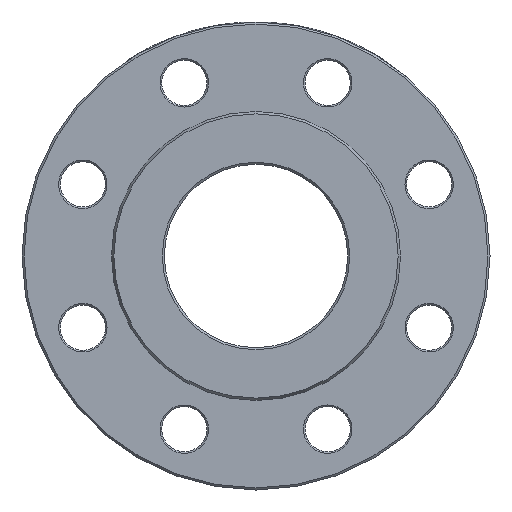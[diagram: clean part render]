
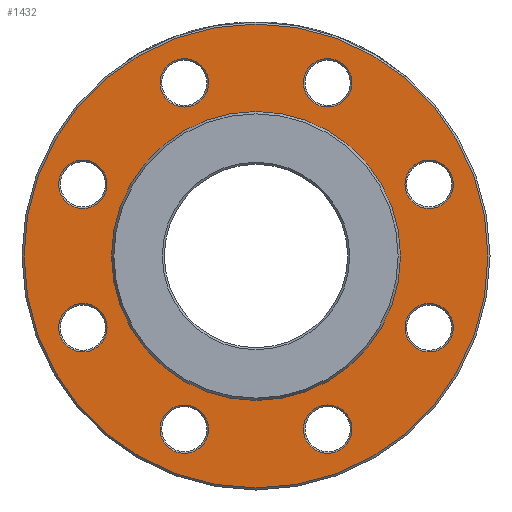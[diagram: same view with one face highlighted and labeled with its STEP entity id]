
A CAD part, left-side view. The second image highlights one B-rep face of the part: STEP entity #1432.
In plain terms, the highlighted planar face has unit normal (-1, 0, 0).
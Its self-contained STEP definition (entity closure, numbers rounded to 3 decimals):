
#43 = CIRCLE ( 'NONE', #4165, 71.005 ) ;
#130 = EDGE_CURVE ( 'NONE', #5333, #5333, #43, .T. ) ;
#141 = CARTESIAN_POINT ( 'NONE',  ( 2., 0., 71.005 ) ) ;
#246 = CARTESIAN_POINT ( 'NONE',  ( 2., 0., -114. ) ) ;
#416 = CIRCLE ( 'NONE', #2831, 11.9 ) ;
#453 = FACE_BOUND ( 'NONE', #5109, .T. ) ;
#551 = CIRCLE ( 'NONE', #7325, 11.9 ) ;
#603 = FACE_OUTER_BOUND ( 'NONE', #3079, .T. ) ;
#739 = VERTEX_POINT ( 'NONE', #246 ) ;
#774 = DIRECTION ( 'NONE',  ( 0., -0.707, 0.707 ) ) ;
#831 = DIRECTION ( 'NONE',  ( 0., 0.707, 0.707 ) ) ;
#842 = EDGE_LOOP ( 'NONE', ( #3977 ) ) ;
#924 = CARTESIAN_POINT ( 'NONE',  ( 2., 35.245, 85.089 ) ) ;
#962 = VERTEX_POINT ( 'NONE', #4386 ) ;
#969 = ORIENTED_EDGE ( 'NONE', *, *, #1145, .T. ) ;
#1005 = EDGE_LOOP ( 'NONE', ( #6300 ) ) ;
#1086 = DIRECTION ( 'NONE',  ( 0., 0., 1. ) ) ;
#1108 = EDGE_LOOP ( 'NONE', ( #2082 ) ) ;
#1130 = FACE_BOUND ( 'NONE', #842, .T. ) ;
#1145 = EDGE_CURVE ( 'NONE', #3125, #3125, #5381, .T. ) ;
#1430 = VERTEX_POINT ( 'NONE', #5530 ) ;
#1432 = ADVANCED_FACE ( 'NONE', ( #7391, #5197, #453, #5729, #4508, #2902, #5774, #6866, #603, #1130 ), #1667, .F. ) ;
#1457 = EDGE_LOOP ( 'NONE', ( #3979 ) ) ;
#1468 = CARTESIAN_POINT ( 'NONE',  ( 2., -26.831, 93.504 ) ) ;
#1608 = CARTESIAN_POINT ( 'NONE',  ( 2., 85.089, 35.245 ) ) ;
#1667 = PLANE ( 'NONE',  #5259 ) ;
#1734 = CARTESIAN_POINT ( 'NONE',  ( 2., 0., 0. ) ) ;
#1839 = EDGE_CURVE ( 'NONE', #1430, #1430, #1868, .T. ) ;
#1868 = CIRCLE ( 'NONE', #6962, 11.9 ) ;
#1891 = DIRECTION ( 'NONE',  ( 0., 0., 1. ) ) ;
#1971 = ORIENTED_EDGE ( 'NONE', *, *, #3275, .T. ) ;
#1973 = CARTESIAN_POINT ( 'NONE',  ( 2., -35.245, 85.089 ) ) ;
#2070 = ORIENTED_EDGE ( 'NONE', *, *, #4956, .T. ) ;
#2082 = ORIENTED_EDGE ( 'NONE', *, *, #1839, .T. ) ;
#2117 = EDGE_LOOP ( 'NONE', ( #2138 ) ) ;
#2138 = ORIENTED_EDGE ( 'NONE', *, *, #4969, .T. ) ;
#2248 = DIRECTION ( 'NONE',  ( -1., 0., 0. ) ) ;
#2331 = CARTESIAN_POINT ( 'NONE',  ( 2., -35.245, -85.089 ) ) ;
#2406 = DIRECTION ( 'NONE',  ( 1., 0., 0. ) ) ;
#2557 = VERTEX_POINT ( 'NONE', #3303 ) ;
#2592 = VERTEX_POINT ( 'NONE', #3197 ) ;
#2667 = CARTESIAN_POINT ( 'NONE',  ( 2., 35.245, -85.089 ) ) ;
#2749 = ORIENTED_EDGE ( 'NONE', *, *, #3505, .T. ) ;
#2818 = DIRECTION ( 'NONE',  ( -1., 0., 0. ) ) ;
#2831 = AXIS2_PLACEMENT_3D ( 'NONE', #1608, #6160, #4566 ) ;
#2870 = CARTESIAN_POINT ( 'NONE',  ( 2., 85.089, -35.245 ) ) ;
#2902 = FACE_BOUND ( 'NONE', #6324, .T. ) ;
#3079 = EDGE_LOOP ( 'NONE', ( #2070 ) ) ;
#3125 = VERTEX_POINT ( 'NONE', #3774 ) ;
#3169 = DIRECTION ( 'NONE',  ( 1., 0., 0. ) ) ;
#3197 = CARTESIAN_POINT ( 'NONE',  ( 2., -47.145, -85.089 ) ) ;
#3275 = EDGE_CURVE ( 'NONE', #6555, #6555, #5649, .T. ) ;
#3303 = CARTESIAN_POINT ( 'NONE',  ( 2., 93.504, 26.831 ) ) ;
#3334 = AXIS2_PLACEMENT_3D ( 'NONE', #924, #6528, #5954 ) ;
#3368 = DIRECTION ( 'NONE',  ( 1., 0., 0. ) ) ;
#3440 = DIRECTION ( 'NONE',  ( 1., 0., 0. ) ) ;
#3443 = AXIS2_PLACEMENT_3D ( 'NONE', #2667, #7232, #7158 ) ;
#3505 = EDGE_CURVE ( 'NONE', #7119, #7119, #5882, .T. ) ;
#3593 = CARTESIAN_POINT ( 'NONE',  ( 2., -85.089, 35.245 ) ) ;
#3774 = CARTESIAN_POINT ( 'NONE',  ( 2., 26.831, -93.504 ) ) ;
#3977 = ORIENTED_EDGE ( 'NONE', *, *, #130, .F. ) ;
#3979 = ORIENTED_EDGE ( 'NONE', *, *, #5522, .T. ) ;
#4025 = EDGE_CURVE ( 'NONE', #2592, #2592, #6007, .T. ) ;
#4043 = DIRECTION ( 'NONE',  ( 0., -1., 0. ) ) ;
#4093 = DIRECTION ( 'NONE',  ( 0., 0., -1. ) ) ;
#4165 = AXIS2_PLACEMENT_3D ( 'NONE', #1734, #2818, #1086 ) ;
#4182 = AXIS2_PLACEMENT_3D ( 'NONE', #7151, #5443, #774 ) ;
#4208 = DIRECTION ( 'NONE',  ( 1., 0., 0. ) ) ;
#4386 = CARTESIAN_POINT ( 'NONE',  ( 2., -85.089, 47.145 ) ) ;
#4429 = EDGE_LOOP ( 'NONE', ( #1971 ) ) ;
#4508 = FACE_BOUND ( 'NONE', #1005, .T. ) ;
#4566 = DIRECTION ( 'NONE',  ( 0., 0.707, -0.707 ) ) ;
#4770 = EDGE_CURVE ( 'NONE', #5448, #5448, #6721, .T. ) ;
#4811 = CARTESIAN_POINT ( 'NONE',  ( 2., 47.145, 85.089 ) ) ;
#4956 = EDGE_CURVE ( 'NONE', #739, #739, #7319, .T. ) ;
#4969 = EDGE_CURVE ( 'NONE', #2557, #2557, #416, .T. ) ;
#5041 = AXIS2_PLACEMENT_3D ( 'NONE', #2331, #2406, #4043 ) ;
#5098 = CARTESIAN_POINT ( 'NONE',  ( 2., 0., 0. ) ) ;
#5109 = EDGE_LOOP ( 'NONE', ( #2749 ) ) ;
#5197 = FACE_BOUND ( 'NONE', #4429, .T. ) ;
#5259 = AXIS2_PLACEMENT_3D ( 'NONE', #5661, #3440, #4093 ) ;
#5333 = VERTEX_POINT ( 'NONE', #141 ) ;
#5381 = CIRCLE ( 'NONE', #3443, 11.9 ) ;
#5443 = DIRECTION ( 'NONE',  ( 1., 0., 0. ) ) ;
#5448 = VERTEX_POINT ( 'NONE', #5941 ) ;
#5522 = EDGE_CURVE ( 'NONE', #962, #962, #551, .T. ) ;
#5530 = CARTESIAN_POINT ( 'NONE',  ( 2., 85.089, -47.145 ) ) ;
#5649 = CIRCLE ( 'NONE', #3334, 11.9 ) ;
#5661 = CARTESIAN_POINT ( 'NONE',  ( 2., 71.005, 0. ) ) ;
#5729 = FACE_BOUND ( 'NONE', #1457, .T. ) ;
#5774 = FACE_BOUND ( 'NONE', #7114, .T. ) ;
#5882 = CIRCLE ( 'NONE', #6121, 11.9 ) ;
#5941 = CARTESIAN_POINT ( 'NONE',  ( 2., -93.504, -26.831 ) ) ;
#5954 = DIRECTION ( 'NONE',  ( 0., 1., 0. ) ) ;
#6007 = CIRCLE ( 'NONE', #5041, 11.9 ) ;
#6117 = AXIS2_PLACEMENT_3D ( 'NONE', #5098, #2248, #6731 ) ;
#6121 = AXIS2_PLACEMENT_3D ( 'NONE', #1973, #3169, #831 ) ;
#6160 = DIRECTION ( 'NONE',  ( 1., 0., 0. ) ) ;
#6300 = ORIENTED_EDGE ( 'NONE', *, *, #4770, .T. ) ;
#6324 = EDGE_LOOP ( 'NONE', ( #6886 ) ) ;
#6379 = DIRECTION ( 'NONE',  ( 0., 0., -1. ) ) ;
#6528 = DIRECTION ( 'NONE',  ( 1., 0., 0. ) ) ;
#6555 = VERTEX_POINT ( 'NONE', #4811 ) ;
#6721 = CIRCLE ( 'NONE', #4182, 11.9 ) ;
#6731 = DIRECTION ( 'NONE',  ( 0., 0., -1. ) ) ;
#6866 = FACE_BOUND ( 'NONE', #1108, .T. ) ;
#6886 = ORIENTED_EDGE ( 'NONE', *, *, #4025, .T. ) ;
#6962 = AXIS2_PLACEMENT_3D ( 'NONE', #2870, #3368, #6379 ) ;
#7114 = EDGE_LOOP ( 'NONE', ( #969 ) ) ;
#7119 = VERTEX_POINT ( 'NONE', #1468 ) ;
#7151 = CARTESIAN_POINT ( 'NONE',  ( 2., -85.089, -35.245 ) ) ;
#7158 = DIRECTION ( 'NONE',  ( 0., -0.707, -0.707 ) ) ;
#7232 = DIRECTION ( 'NONE',  ( 1., 0., 0. ) ) ;
#7319 = CIRCLE ( 'NONE', #6117, 114. ) ;
#7325 = AXIS2_PLACEMENT_3D ( 'NONE', #3593, #4208, #1891 ) ;
#7391 = FACE_BOUND ( 'NONE', #2117, .T. ) ;
